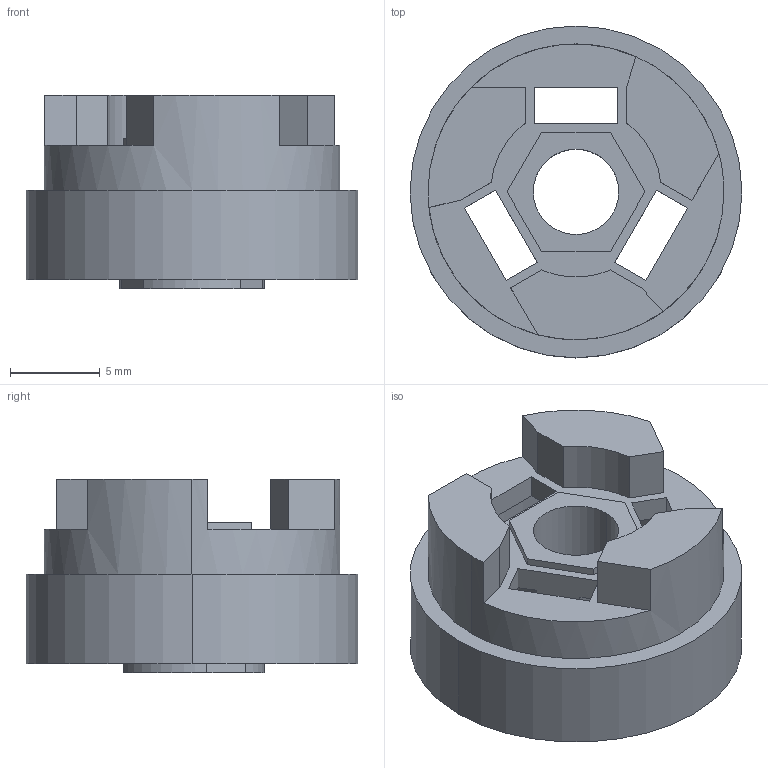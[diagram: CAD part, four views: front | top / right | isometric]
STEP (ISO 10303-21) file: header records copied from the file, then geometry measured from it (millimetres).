
FILE_DESCRIPTION (( 'STEP AP214' ), '1' );
FILE_NAME ('Wheel rear inner.STEP', '2024-09-18T21:40:23', ( '' ), ( '' ), 'SwSTEP 2.0', 'SolidWorks 2023', '' );
FILE_SCHEMA (( 'AUTOMOTIVE_DESIGN' ));
Length unit declared in the file: millimetre
Products named in the file (1): Wheel rear inner
Bounding box: 18.5 x 18.5 x 10.8 mm (x, y, z)
Volume: 1110.4 mm3; surface area: 1686.5 mm2
Topology: 1 solids, 1 shells, 57 faces, 159 edges, 106 vertices
Faces by surface type: plane 40, cylinder 17
Entity records: 1872 total; most frequent: CARTESIAN_POINT 323, ORIENTED_EDGE 318, DIRECTION 315, EDGE_CURVE 159, LINE 119, VECTOR 119, VERTEX_POINT 106, AXIS2_PLACEMENT_3D 98
